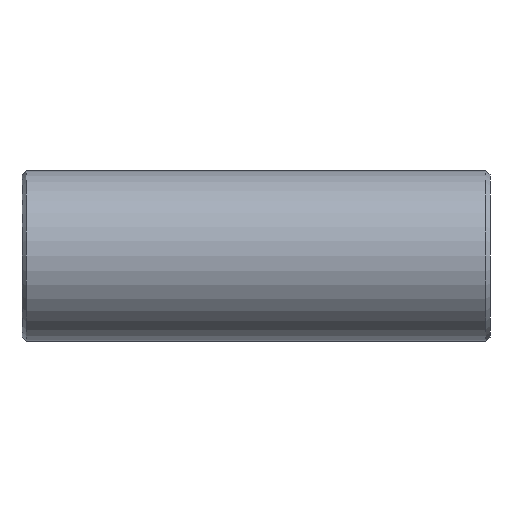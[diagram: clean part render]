
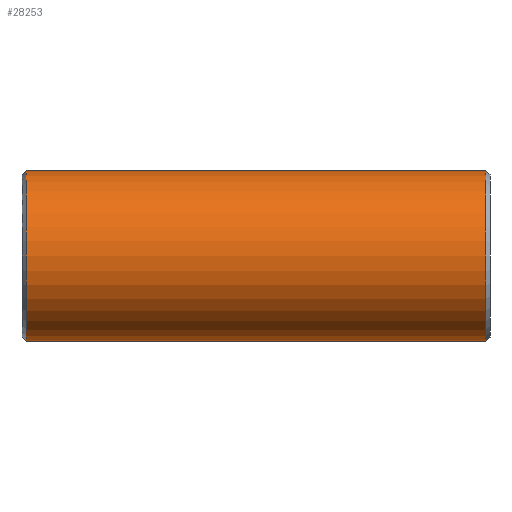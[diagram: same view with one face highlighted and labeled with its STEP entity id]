
A CAD part, front view. The second image highlights one B-rep face of the part: STEP entity #28253.
In plain terms, the highlighted cylindrical face has radius 6.25 mm (diameter 12.5 mm), a full revolution.
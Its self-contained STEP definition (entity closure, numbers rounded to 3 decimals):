
#237 = CONICAL_SURFACE('',#238,6.25,0.785);
#238 = AXIS2_PLACEMENT_3D('',#239,#240,#241);
#239 = CARTESIAN_POINT('',(0.3,0.,0.));
#240 = DIRECTION('',(1.,0.,0.));
#241 = DIRECTION('',(0.,0.,1.));
#10583 = VERTEX_POINT('',#10584);
#10584 = CARTESIAN_POINT('',(0.3,0.,6.25));
#10607 = EDGE_CURVE('',#10583,#10583,#10608,.T.);
#10608 = SURFACE_CURVE('',#10609,(#10614,#10621),.PCURVE_S1.);
#10609 = CIRCLE('',#10610,6.25);
#10610 = AXIS2_PLACEMENT_3D('',#10611,#10612,#10613);
#10611 = CARTESIAN_POINT('',(0.3,0.,0.));
#10612 = DIRECTION('',(1.,0.,0.));
#10613 = DIRECTION('',(0.,0.,1.));
#10614 = PCURVE('',#237,#10615);
#10615 = DEFINITIONAL_REPRESENTATION('',(#10616),#10620);
#10616 = LINE('',#10617,#10618);
#10617 = CARTESIAN_POINT('',(0.,0.));
#10618 = VECTOR('',#10619,1.);
#10619 = DIRECTION('',(1.,0.));
#10620 = ( GEOMETRIC_REPRESENTATION_CONTEXT(2) 
PARAMETRIC_REPRESENTATION_CONTEXT() REPRESENTATION_CONTEXT('2D SPACE',''
  ) );
#10621 = PCURVE('',#10622,#10627);
#10622 = CYLINDRICAL_SURFACE('',#10623,6.25);
#10623 = AXIS2_PLACEMENT_3D('',#10624,#10625,#10626);
#10624 = CARTESIAN_POINT('',(0.,0.,0.));
#10625 = DIRECTION('',(1.,0.,0.));
#10626 = DIRECTION('',(0.,0.,1.));
#10627 = DEFINITIONAL_REPRESENTATION('',(#10628),#10632);
#10628 = LINE('',#10629,#10630);
#10629 = CARTESIAN_POINT('',(0.,0.3));
#10630 = VECTOR('',#10631,1.);
#10631 = DIRECTION('',(1.,0.));
#10632 = ( GEOMETRIC_REPRESENTATION_CONTEXT(2) 
PARAMETRIC_REPRESENTATION_CONTEXT() REPRESENTATION_CONTEXT('2D SPACE',''
  ) );
#28253 = ADVANCED_FACE('',(#28254),#10622,.T.);
#28254 = FACE_BOUND('',#28255,.T.);
#28255 = EDGE_LOOP('',(#28256,#28279,#28280,#28281));
#28256 = ORIENTED_EDGE('',*,*,#28257,.F.);
#28257 = EDGE_CURVE('',#10583,#28258,#28260,.T.);
#28258 = VERTEX_POINT('',#28259);
#28259 = CARTESIAN_POINT('',(34.075,0.,6.25));
#28260 = SEAM_CURVE('',#28261,(#28265,#28272),.PCURVE_S1.);
#28261 = LINE('',#28262,#28263);
#28262 = CARTESIAN_POINT('',(0.,0.,6.25));
#28263 = VECTOR('',#28264,1.);
#28264 = DIRECTION('',(1.,0.,0.));
#28265 = PCURVE('',#10622,#28266);
#28266 = DEFINITIONAL_REPRESENTATION('',(#28267),#28271);
#28267 = LINE('',#28268,#28269);
#28268 = CARTESIAN_POINT('',(0.,0.));
#28269 = VECTOR('',#28270,1.);
#28270 = DIRECTION('',(0.,1.));
#28271 = ( GEOMETRIC_REPRESENTATION_CONTEXT(2) 
PARAMETRIC_REPRESENTATION_CONTEXT() REPRESENTATION_CONTEXT('2D SPACE',''
  ) );
#28272 = PCURVE('',#10622,#28273);
#28273 = DEFINITIONAL_REPRESENTATION('',(#28274),#28278);
#28274 = LINE('',#28275,#28276);
#28275 = CARTESIAN_POINT('',(6.283,0.));
#28276 = VECTOR('',#28277,1.);
#28277 = DIRECTION('',(0.,1.));
#28278 = ( GEOMETRIC_REPRESENTATION_CONTEXT(2) 
PARAMETRIC_REPRESENTATION_CONTEXT() REPRESENTATION_CONTEXT('2D SPACE',''
  ) );
#28279 = ORIENTED_EDGE('',*,*,#10607,.T.);
#28280 = ORIENTED_EDGE('',*,*,#28257,.T.);
#28281 = ORIENTED_EDGE('',*,*,#28282,.F.);
#28282 = EDGE_CURVE('',#28258,#28258,#28283,.T.);
#28283 = SURFACE_CURVE('',#28284,(#28289,#28296),.PCURVE_S1.);
#28284 = CIRCLE('',#28285,6.25);
#28285 = AXIS2_PLACEMENT_3D('',#28286,#28287,#28288);
#28286 = CARTESIAN_POINT('',(34.075,0.,0.));
#28287 = DIRECTION('',(1.,0.,0.));
#28288 = DIRECTION('',(0.,0.,1.));
#28289 = PCURVE('',#10622,#28290);
#28290 = DEFINITIONAL_REPRESENTATION('',(#28291),#28295);
#28291 = LINE('',#28292,#28293);
#28292 = CARTESIAN_POINT('',(0.,34.075));
#28293 = VECTOR('',#28294,1.);
#28294 = DIRECTION('',(1.,0.));
#28295 = ( GEOMETRIC_REPRESENTATION_CONTEXT(2) 
PARAMETRIC_REPRESENTATION_CONTEXT() REPRESENTATION_CONTEXT('2D SPACE',''
  ) );
#28296 = PCURVE('',#28297,#28302);
#28297 = CONICAL_SURFACE('',#28298,6.25,0.785);
#28298 = AXIS2_PLACEMENT_3D('',#28299,#28300,#28301);
#28299 = CARTESIAN_POINT('',(34.075,0.,0.));
#28300 = DIRECTION('',(-1.,-0.,-0.));
#28301 = DIRECTION('',(0.,0.,1.));
#28302 = DEFINITIONAL_REPRESENTATION('',(#28303),#28307);
#28303 = LINE('',#28304,#28305);
#28304 = CARTESIAN_POINT('',(-0.,-0.));
#28305 = VECTOR('',#28306,1.);
#28306 = DIRECTION('',(-1.,-0.));
#28307 = ( GEOMETRIC_REPRESENTATION_CONTEXT(2) 
PARAMETRIC_REPRESENTATION_CONTEXT() REPRESENTATION_CONTEXT('2D SPACE',''
  ) );
